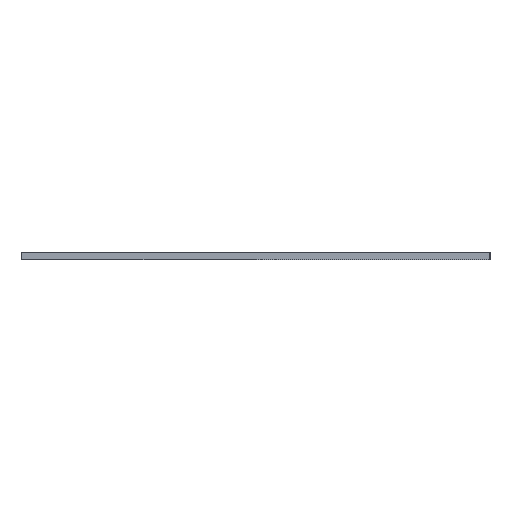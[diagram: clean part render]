
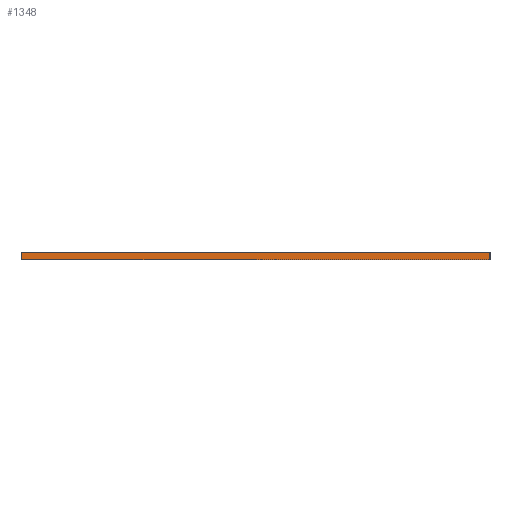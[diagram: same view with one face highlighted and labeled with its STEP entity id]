
A CAD part, left-side view. The second image highlights one B-rep face of the part: STEP entity #1348.
In plain terms, the highlighted planar face has unit normal (-1, 0, 0).
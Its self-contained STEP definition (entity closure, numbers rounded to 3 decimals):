
#68=PLANE('',#1484);
#134=FACE_OUTER_BOUND('',#200,.T.);
#200=EDGE_LOOP('',(#1113,#1114,#1115,#1116));
#350=LINE('',#2230,#486);
#351=LINE('',#2233,#487);
#352=LINE('',#2235,#488);
#353=LINE('',#2236,#489);
#486=VECTOR('',#1844,10.);
#487=VECTOR('',#1847,10.);
#488=VECTOR('',#1848,10.);
#489=VECTOR('',#1849,10.);
#675=VERTEX_POINT('',#2226);
#676=VERTEX_POINT('',#2228);
#677=VERTEX_POINT('',#2232);
#678=VERTEX_POINT('',#2234);
#862=EDGE_CURVE('',#675,#676,#350,.T.);
#863=EDGE_CURVE('',#675,#677,#351,.T.);
#864=EDGE_CURVE('',#678,#676,#352,.T.);
#865=EDGE_CURVE('',#677,#678,#353,.T.);
#1113=ORIENTED_EDGE('',*,*,#863,.F.);
#1114=ORIENTED_EDGE('',*,*,#862,.T.);
#1115=ORIENTED_EDGE('',*,*,#864,.F.);
#1116=ORIENTED_EDGE('',*,*,#865,.F.);
#1348=ADVANCED_FACE('',(#134),#68,.T.);
#1484=AXIS2_PLACEMENT_3D('',#2231,#1845,#1846);
#1844=DIRECTION('',(0.,0.,1.));
#1845=DIRECTION('center_axis',(-1.,0.,0.));
#1846=DIRECTION('ref_axis',(0.,-1.,0.));
#1847=DIRECTION('',(0.,1.,0.));
#1848=DIRECTION('',(0.,-1.,0.));
#1849=DIRECTION('',(0.,0.,1.));
#2226=CARTESIAN_POINT('',(-45.949,-67.625,0.));
#2228=CARTESIAN_POINT('',(-45.949,-67.625,1.5));
#2230=CARTESIAN_POINT('',(-45.949,-67.625,0.));
#2231=CARTESIAN_POINT('Origin',(-45.949,20.375,0.));
#2232=CARTESIAN_POINT('',(-45.949,20.375,0.));
#2233=CARTESIAN_POINT('',(-45.949,-67.625,0.));
#2234=CARTESIAN_POINT('',(-45.949,20.375,1.5));
#2235=CARTESIAN_POINT('',(-45.949,-67.625,1.5));
#2236=CARTESIAN_POINT('',(-45.949,20.375,0.));
